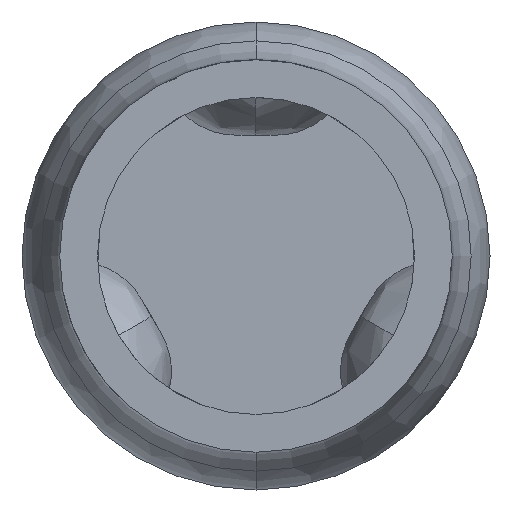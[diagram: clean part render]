
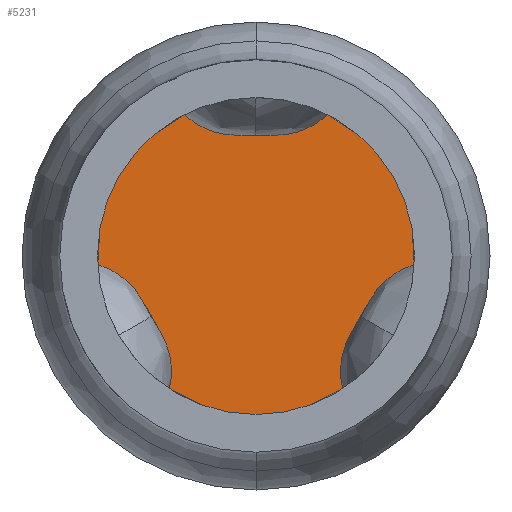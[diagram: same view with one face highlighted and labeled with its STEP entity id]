
A CAD part, front view. The second image highlights one B-rep face of the part: STEP entity #5231.
In plain terms, the highlighted planar face has unit normal (0, -1, 0).
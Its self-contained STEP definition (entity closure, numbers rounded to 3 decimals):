
#296 = DIRECTION ( 'NONE',  ( 0., 0., 1. ) ) ;
#374 = AXIS2_PLACEMENT_3D ( 'NONE', #5101, #3730, #4613 ) ;
#952 = CARTESIAN_POINT ( 'NONE',  ( 0., -28.741, 0.227 ) ) ;
#1077 = CIRCLE ( 'NONE', #374, 0.227 ) ;
#1090 = PLANE ( 'NONE',  #4451 ) ;
#1576 = CARTESIAN_POINT ( 'NONE',  ( 0., -28.741, 0. ) ) ;
#1635 = ORIENTED_EDGE ( 'NONE', *, *, #3926, .T. ) ;
#1646 = AXIS2_PLACEMENT_3D ( 'NONE', #4221, #2031, #296 ) ;
#2029 = CARTESIAN_POINT ( 'NONE',  ( 0., -28.741, -0.227 ) ) ;
#2031 = DIRECTION ( 'NONE',  ( 0., -1., 0. ) ) ;
#3190 = VERTEX_POINT ( 'NONE', #952 ) ;
#3361 = VERTEX_POINT ( 'NONE', #2029 ) ;
#3730 = DIRECTION ( 'NONE',  ( 0., -1., 0. ) ) ;
#3747 = DIRECTION ( 'NONE',  ( 0., -1., 0. ) ) ;
#3926 = EDGE_CURVE ( 'Defeature ausgef�hrt1_52+Defeature ausgef�hrt1_51+Defeature ausgef�hrt1_51+Defeature ausgef�hrt1_51', #3361, #3190, #1077, .T. ) ;
#4221 = CARTESIAN_POINT ( 'NONE',  ( 0., -28.741, 0. ) ) ;
#4229 = CIRCLE ( 'NONE', #1646, 0.227 ) ;
#4361 = FACE_OUTER_BOUND ( 'NONE', #5682, .T. ) ;
#4451 = AXIS2_PLACEMENT_3D ( 'NONE', #1576, #3747, #4647 ) ;
#4533 = ORIENTED_EDGE ( 'NONE', *, *, #5325, .T. ) ;
#4613 = DIRECTION ( 'NONE',  ( 0., 0., 1. ) ) ;
#4647 = DIRECTION ( 'NONE',  ( 0., 0., -1. ) ) ;
#5101 = CARTESIAN_POINT ( 'NONE',  ( 0., -28.741, 0. ) ) ;
#5231 = ADVANCED_FACE ( 'Defeature ausgef�hrt1_52', ( #4361 ), #1090, .T. ) ;
#5325 = EDGE_CURVE ( 'Defeature ausgef�hrt1_52+Defeature ausgef�hrt1_51+Defeature ausgef�hrt1_51+Defeature ausgef�hrt1_51', #3190, #3361, #4229, .T. ) ;
#5682 = EDGE_LOOP ( 'NONE', ( #4533, #1635 ) ) ;
